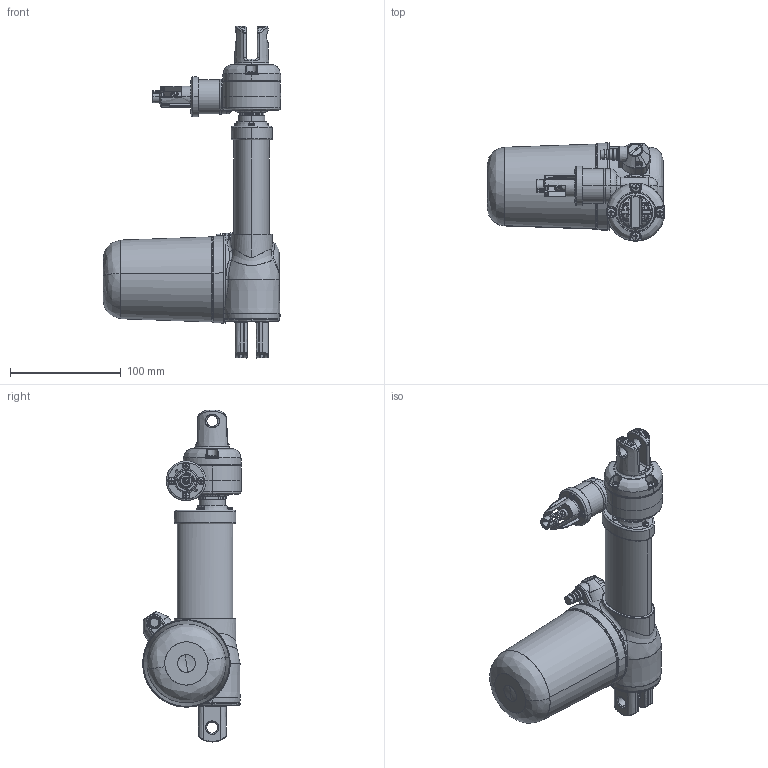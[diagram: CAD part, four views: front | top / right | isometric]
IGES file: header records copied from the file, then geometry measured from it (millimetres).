
Start section: SolidWorks IGES file using analytic representation for surfaces
Global section: file name: Meg 2 + GQR.IGS; native system: SolidWorks 2012; preprocessor: SolidWorks 2012; author: CKuhn; date: 130813.105626; units: millimetre
Bounding box: 160.19 x 89.08 x 300 mm (x, y, z)
Surface area: 93008.6 mm2 (no closed solid volume)
Topology: 0 solids, 0 shells, 1444 faces, 14327 edges, 14297 vertices
Faces by surface type: bspline 1012, revolution 432
